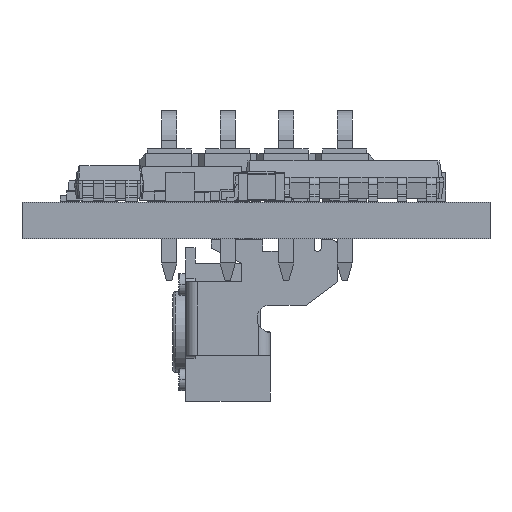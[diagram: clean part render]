
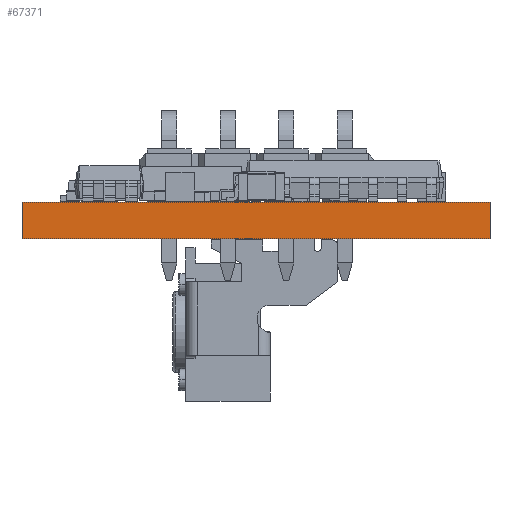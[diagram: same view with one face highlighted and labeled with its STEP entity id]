
A CAD part, front view. The second image highlights one B-rep face of the part: STEP entity #67371.
In plain terms, the highlighted planar face has unit normal (0, -1, 0).
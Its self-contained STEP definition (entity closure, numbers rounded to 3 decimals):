
#67371 = ADVANCED_FACE('',(#67372),#67386,.T.);
#67372 = FACE_BOUND('',#67373,.T.);
#67373 = EDGE_LOOP('',(#67374,#67409,#67437,#67465));
#67374 = ORIENTED_EDGE('',*,*,#67375,.T.);
#67375 = EDGE_CURVE('',#67376,#67378,#67380,.T.);
#67376 = VERTEX_POINT('',#67377);
#67377 = CARTESIAN_POINT('',(142.24,-127.,0.));
#67378 = VERTEX_POINT('',#67379);
#67379 = CARTESIAN_POINT('',(142.24,-127.,1.58));
#67380 = SURFACE_CURVE('',#67381,(#67385,#67397),.PCURVE_S1.);
#67381 = LINE('',#67382,#67383);
#67382 = CARTESIAN_POINT('',(142.24,-127.,0.));
#67383 = VECTOR('',#67384,1.);
#67384 = DIRECTION('',(0.,0.,1.));
#67385 = PCURVE('',#67386,#67391);
#67386 = PLANE('',#67387);
#67387 = AXIS2_PLACEMENT_3D('',#67388,#67389,#67390);
#67388 = CARTESIAN_POINT('',(142.24,-127.,0.));
#67389 = DIRECTION('',(0.,-1.,0.));
#67390 = DIRECTION('',(-1.,0.,0.));
#67391 = DEFINITIONAL_REPRESENTATION('',(#67392),#67396);
#67392 = LINE('',#67393,#67394);
#67393 = CARTESIAN_POINT('',(0.,-0.));
#67394 = VECTOR('',#67395,1.);
#67395 = DIRECTION('',(0.,-1.));
#67396 = ( GEOMETRIC_REPRESENTATION_CONTEXT(2) 
PARAMETRIC_REPRESENTATION_CONTEXT() REPRESENTATION_CONTEXT('2D SPACE',''
  ) );
#67397 = PCURVE('',#67398,#67403);
#67398 = PLANE('',#67399);
#67399 = AXIS2_PLACEMENT_3D('',#67400,#67401,#67402);
#67400 = CARTESIAN_POINT('',(142.24,-67.31,0.));
#67401 = DIRECTION('',(1.,0.,-0.));
#67402 = DIRECTION('',(0.,-1.,0.));
#67403 = DEFINITIONAL_REPRESENTATION('',(#67404),#67408);
#67404 = LINE('',#67405,#67406);
#67405 = CARTESIAN_POINT('',(59.69,0.));
#67406 = VECTOR('',#67407,1.);
#67407 = DIRECTION('',(0.,-1.));
#67408 = ( GEOMETRIC_REPRESENTATION_CONTEXT(2) 
PARAMETRIC_REPRESENTATION_CONTEXT() REPRESENTATION_CONTEXT('2D SPACE',''
  ) );
#67409 = ORIENTED_EDGE('',*,*,#67410,.T.);
#67410 = EDGE_CURVE('',#67378,#67411,#67413,.T.);
#67411 = VERTEX_POINT('',#67412);
#67412 = CARTESIAN_POINT('',(121.92,-127.,1.58));
#67413 = SURFACE_CURVE('',#67414,(#67418,#67425),.PCURVE_S1.);
#67414 = LINE('',#67415,#67416);
#67415 = CARTESIAN_POINT('',(142.24,-127.,1.58));
#67416 = VECTOR('',#67417,1.);
#67417 = DIRECTION('',(-1.,0.,0.));
#67418 = PCURVE('',#67386,#67419);
#67419 = DEFINITIONAL_REPRESENTATION('',(#67420),#67424);
#67420 = LINE('',#67421,#67422);
#67421 = CARTESIAN_POINT('',(0.,-1.58));
#67422 = VECTOR('',#67423,1.);
#67423 = DIRECTION('',(1.,0.));
#67424 = ( GEOMETRIC_REPRESENTATION_CONTEXT(2) 
PARAMETRIC_REPRESENTATION_CONTEXT() REPRESENTATION_CONTEXT('2D SPACE',''
  ) );
#67425 = PCURVE('',#67426,#67431);
#67426 = PLANE('',#67427);
#67427 = AXIS2_PLACEMENT_3D('',#67428,#67429,#67430);
#67428 = CARTESIAN_POINT('',(132.08,-97.155,1.58));
#67429 = DIRECTION('',(-0.,-0.,-1.));
#67430 = DIRECTION('',(-1.,0.,0.));
#67431 = DEFINITIONAL_REPRESENTATION('',(#67432),#67436);
#67432 = LINE('',#67433,#67434);
#67433 = CARTESIAN_POINT('',(-10.16,-29.845));
#67434 = VECTOR('',#67435,1.);
#67435 = DIRECTION('',(1.,0.));
#67436 = ( GEOMETRIC_REPRESENTATION_CONTEXT(2) 
PARAMETRIC_REPRESENTATION_CONTEXT() REPRESENTATION_CONTEXT('2D SPACE',''
  ) );
#67437 = ORIENTED_EDGE('',*,*,#67438,.F.);
#67438 = EDGE_CURVE('',#67439,#67411,#67441,.T.);
#67439 = VERTEX_POINT('',#67440);
#67440 = CARTESIAN_POINT('',(121.92,-127.,0.));
#67441 = SURFACE_CURVE('',#67442,(#67446,#67453),.PCURVE_S1.);
#67442 = LINE('',#67443,#67444);
#67443 = CARTESIAN_POINT('',(121.92,-127.,0.));
#67444 = VECTOR('',#67445,1.);
#67445 = DIRECTION('',(0.,0.,1.));
#67446 = PCURVE('',#67386,#67447);
#67447 = DEFINITIONAL_REPRESENTATION('',(#67448),#67452);
#67448 = LINE('',#67449,#67450);
#67449 = CARTESIAN_POINT('',(20.32,0.));
#67450 = VECTOR('',#67451,1.);
#67451 = DIRECTION('',(0.,-1.));
#67452 = ( GEOMETRIC_REPRESENTATION_CONTEXT(2) 
PARAMETRIC_REPRESENTATION_CONTEXT() REPRESENTATION_CONTEXT('2D SPACE',''
  ) );
#67453 = PCURVE('',#67454,#67459);
#67454 = PLANE('',#67455);
#67455 = AXIS2_PLACEMENT_3D('',#67456,#67457,#67458);
#67456 = CARTESIAN_POINT('',(121.92,-127.,0.));
#67457 = DIRECTION('',(-1.,0.,0.));
#67458 = DIRECTION('',(0.,1.,0.));
#67459 = DEFINITIONAL_REPRESENTATION('',(#67460),#67464);
#67460 = LINE('',#67461,#67462);
#67461 = CARTESIAN_POINT('',(0.,0.));
#67462 = VECTOR('',#67463,1.);
#67463 = DIRECTION('',(0.,-1.));
#67464 = ( GEOMETRIC_REPRESENTATION_CONTEXT(2) 
PARAMETRIC_REPRESENTATION_CONTEXT() REPRESENTATION_CONTEXT('2D SPACE',''
  ) );
#67465 = ORIENTED_EDGE('',*,*,#67466,.F.);
#67466 = EDGE_CURVE('',#67376,#67439,#67467,.T.);
#67467 = SURFACE_CURVE('',#67468,(#67472,#67479),.PCURVE_S1.);
#67468 = LINE('',#67469,#67470);
#67469 = CARTESIAN_POINT('',(142.24,-127.,0.));
#67470 = VECTOR('',#67471,1.);
#67471 = DIRECTION('',(-1.,0.,0.));
#67472 = PCURVE('',#67386,#67473);
#67473 = DEFINITIONAL_REPRESENTATION('',(#67474),#67478);
#67474 = LINE('',#67475,#67476);
#67475 = CARTESIAN_POINT('',(0.,-0.));
#67476 = VECTOR('',#67477,1.);
#67477 = DIRECTION('',(1.,0.));
#67478 = ( GEOMETRIC_REPRESENTATION_CONTEXT(2) 
PARAMETRIC_REPRESENTATION_CONTEXT() REPRESENTATION_CONTEXT('2D SPACE',''
  ) );
#67479 = PCURVE('',#67480,#67485);
#67480 = PLANE('',#67481);
#67481 = AXIS2_PLACEMENT_3D('',#67482,#67483,#67484);
#67482 = CARTESIAN_POINT('',(132.08,-97.155,0.));
#67483 = DIRECTION('',(-0.,-0.,-1.));
#67484 = DIRECTION('',(-1.,0.,0.));
#67485 = DEFINITIONAL_REPRESENTATION('',(#67486),#67490);
#67486 = LINE('',#67487,#67488);
#67487 = CARTESIAN_POINT('',(-10.16,-29.845));
#67488 = VECTOR('',#67489,1.);
#67489 = DIRECTION('',(1.,0.));
#67490 = ( GEOMETRIC_REPRESENTATION_CONTEXT(2) 
PARAMETRIC_REPRESENTATION_CONTEXT() REPRESENTATION_CONTEXT('2D SPACE',''
  ) );
